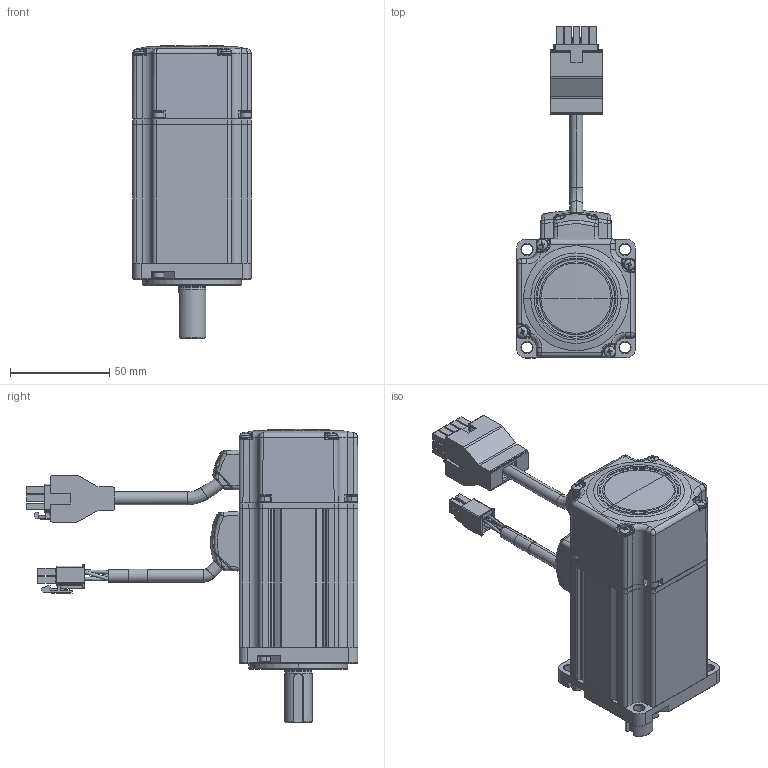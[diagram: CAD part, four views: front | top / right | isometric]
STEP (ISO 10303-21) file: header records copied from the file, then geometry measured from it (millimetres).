
FILE_DESCRIPTION (( 'STEP AP203' ), '1' );
FILE_NAME ('4613150000270-A.STEP', '2015-05-07T05:49:52', ( '' ), ( '' ), 'SwSTEP 2.0', 'SolidWorks 2012', '' );
FILE_SCHEMA (( 'CONFIG_CONTROL_DESIGN' ));
Products named in the file (1): 4613150000270-A
Bounding box: 60 x 167.46 x 148 mm (x, y, z)
Surface area: 60243.2 mm2 (no closed solid volume)
Topology: 0 solids, 44 shells, 1195 faces, 3509 edges, 2332 vertices
Faces by surface type: plane 554, cylinder 292, bspline 137, cone 129, torus 67, sphere 16
Entity records: 44640 total; most frequent: CARTESIAN_POINT 13560, DIRECTION 6427, ORIENTED_EDGE 6070, EDGE_CURVE 3505, VERTEX_POINT 2332, AXIS2_PLACEMENT_3D 2199, LINE 2029, VECTOR 2029
